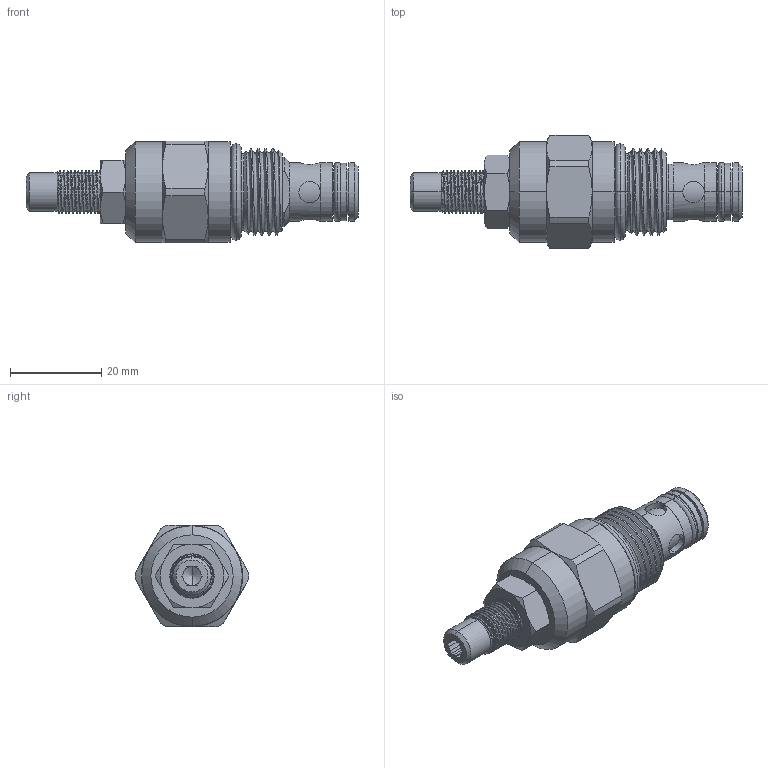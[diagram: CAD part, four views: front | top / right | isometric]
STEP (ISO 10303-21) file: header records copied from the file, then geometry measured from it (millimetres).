
FILE_DESCRIPTION (( 'STEP AP214' ), '1' );
FILE_NAME ('CV08W20-L.STEP', '2016-05-17T05:10:44', ( '' ), ( '' ), 'SwSTEP 2.0', 'SolidWorks 2012', '' );
FILE_SCHEMA (( 'AUTOMOTIVE_DESIGN' ));
Length unit declared in the file: millimetre
Products named in the file (1): CV08W20-L
Bounding box: 72.67 x 24.79 x 22.22 mm (x, y, z)
Volume: 15643.3 mm3; surface area: 6302.3 mm2
Topology: 4 solids, 4 shells, 204 faces, 499 edges, 313 vertices
Faces by surface type: cylinder 84, plane 52, cone 48, torus 15, bspline 3, sphere 2
Entity records: 17180 total; most frequent: CARTESIAN_POINT 12582, ORIENTED_EDGE 994, DIRECTION 903, EDGE_CURVE 497, AXIS2_PLACEMENT_3D 371, VERTEX_POINT 313, EDGE_LOOP 224, FACE_OUTER_BOUND 204
